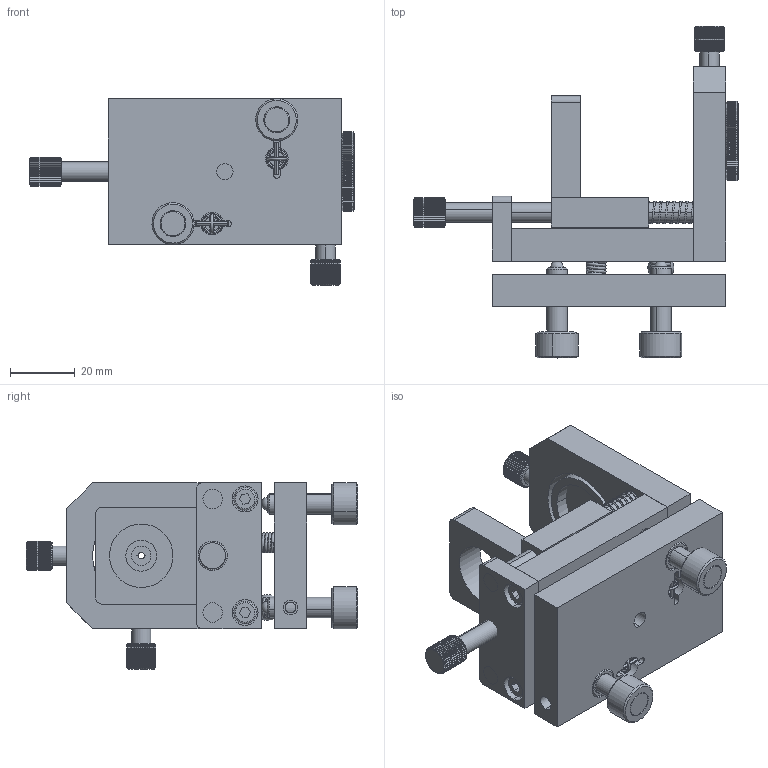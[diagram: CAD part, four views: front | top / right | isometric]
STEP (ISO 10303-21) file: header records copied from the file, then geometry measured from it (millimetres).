
FILE_DESCRIPTION (( 'STEP AP203' ), '1' );
FILE_NAME ('07SFE-2M.STEP', '2016-04-25T05:48:59', ( '' ), ( '' ), 'SwSTEP 2.0', 'SolidWorks 2016', '' );
FILE_SCHEMA (( 'CONFIG_CONTROL_DESIGN' ));
Length unit declared in the file: millimetre
Products named in the file (1): 07SFE-2M
Bounding box: 100.3 x 102.3 x 57.5 mm (x, y, z)
Volume: 107060.3 mm3; surface area: 56173.2 mm2
Topology: 40 solids, 40 shells, 1874 faces, 4318 edges, 2537 vertices
Faces by surface type: cone 676, plane 647, cylinder 462, torus 52, bspline 20, sphere 17
Entity records: 64710 total; most frequent: CARTESIAN_POINT 23449, DIRECTION 8699, ORIENTED_EDGE 8530, EDGE_CURVE 4265, AXIS2_PLACEMENT_3D 3573, VERTEX_POINT 2517, EDGE_LOOP 1996, FACE_OUTER_BOUND 1874
